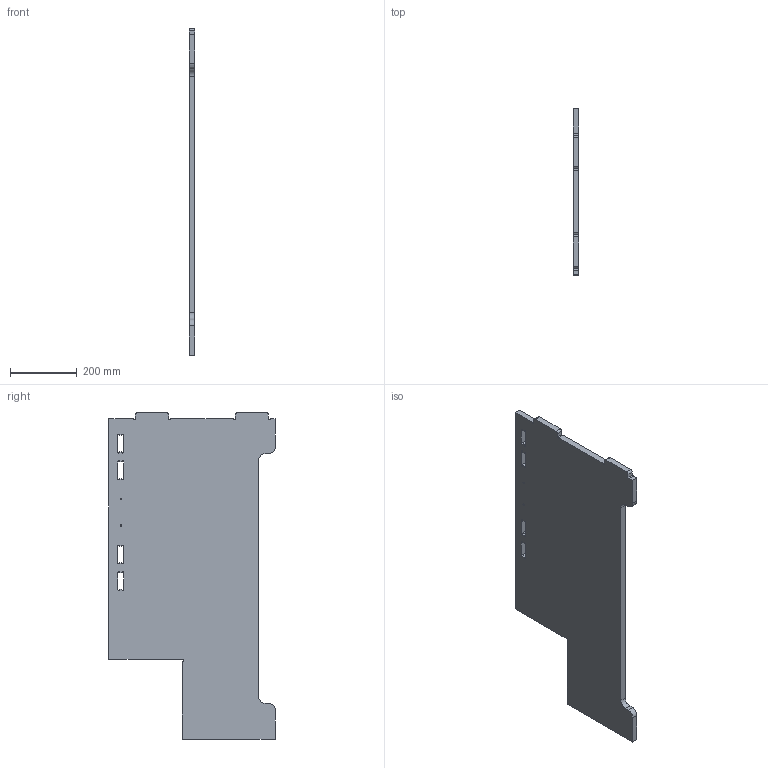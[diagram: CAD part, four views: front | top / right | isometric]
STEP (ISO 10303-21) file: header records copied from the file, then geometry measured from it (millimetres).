
FILE_DESCRIPTION(/* description */ (''),/* implementation_level */ '2;1');
FILE_NAME(/* name */ 'stand.step',/* time_stamp */ '2019-10-30T01:33:42+03:00',/* author */ (''),/* organization */ (''),/* preprocessor_version */ 'ST-DEVELOPER v18',/* originating_system */ 'Autodesk Translation Framework v8.9.1.1155',/* authorisation */ '');
FILE_SCHEMA (('AUTOMOTIVE_DESIGN { 1 0 10303 214 3 1 1 }'));
Length unit declared in the file: millimetre
Products named in the file (1): stand
Bounding box: 18 x 500 x 982 mm (x, y, z)
Volume: 7039424.6 mm3; surface area: 848830 mm2
Topology: 1 solids, 1 shells, 67 faces, 195 edges, 130 vertices
Faces by surface type: plane 36, cylinder 31
Full cylindrical faces by diameter (mm): 5 x2
Entity records: 2295 total; most frequent: DIRECTION 393, CARTESIAN_POINT 393, ORIENTED_EDGE 390, EDGE_CURVE 195, LINE 133, VECTOR 133, VERTEX_POINT 130, AXIS2_PLACEMENT_3D 130
